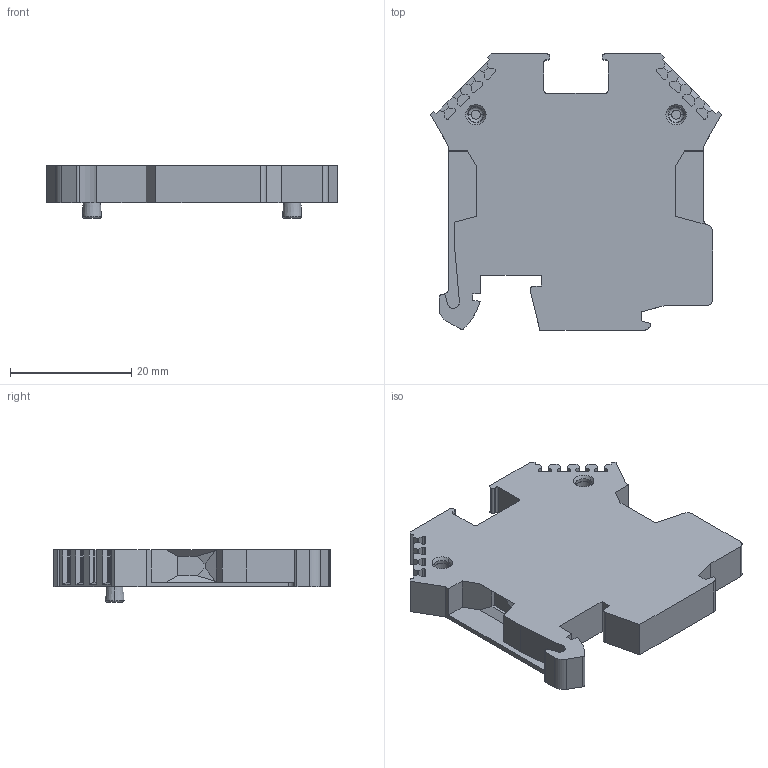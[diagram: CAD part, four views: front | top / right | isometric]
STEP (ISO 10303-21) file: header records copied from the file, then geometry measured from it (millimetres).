
FILE_DESCRIPTION((''),'2;1');
FILE_NAME('RK2540_KOMBI32_ISO_STEP','2009-01-20T',('Stollb'),(''),'PRO/ENGINEER BY PARAMETRIC TECHNOLOGY CORPORATION, 2007390','PRO/ENGINEER BY PARAMETRIC TECHNOLOGY CORPORATION, 2007390','');
FILE_SCHEMA(('CONFIG_CONTROL_DESIGN'));
Length unit declared in the file: millimetre
Products named in the file (1): RK2540_KOMBI32_ISO_STEP
Bounding box: 48 x 45.5 x 8.6 mm (x, y, z)
Volume: 9298.2 mm3; surface area: 5337.1 mm2
Topology: 1 solids, 1 shells, 278 faces, 741 edges, 471 vertices
Faces by surface type: plane 194, cylinder 56, cone 16, torus 8, sphere 4
Entity records: 8551 total; most frequent: CARTESIAN_POINT 1509, ORIENTED_EDGE 1474, DIRECTION 1435, EDGE_CURVE 737, VECTOR 585, LINE 585, VERTEX_POINT 471, AXIS2_PLACEMENT_3D 425
